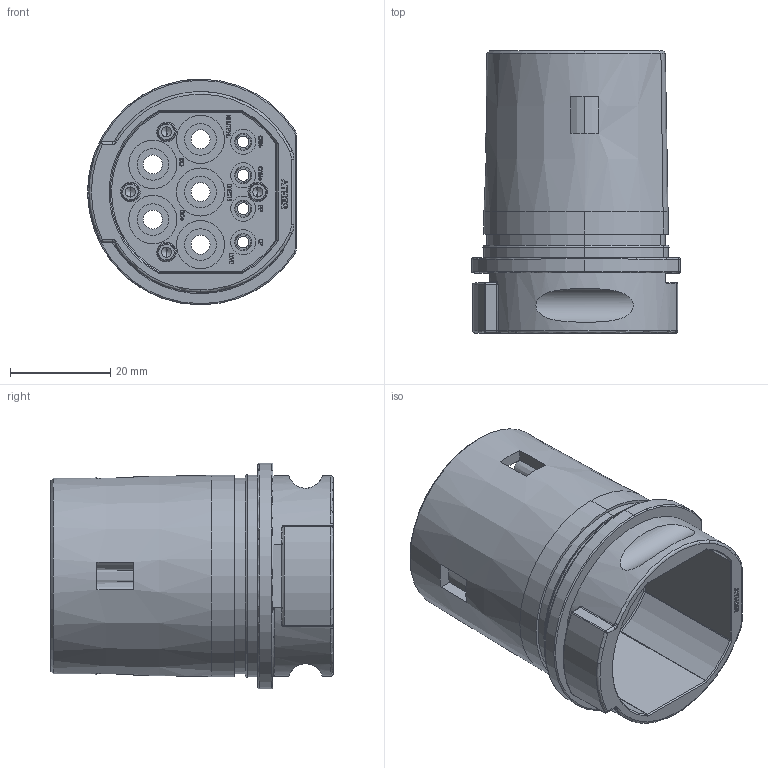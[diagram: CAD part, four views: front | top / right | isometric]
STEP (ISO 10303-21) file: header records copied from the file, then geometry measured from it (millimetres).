
FILE_DESCRIPTION(/* description */ (''),/* implementation_level */ '2;1');
FILE_NAME(/* name */ 'BE5101A004ANN_D_STEP.stp',/* time_stamp */ '2024-02-23T15:55:12+05:00',/* author */ (''),/* organization */ (''),/* preprocessor_version */ 'ST-DEVELOPER v18.102',/* originating_system */ 'SIEMENS PLM Software NX2206.3001',/* authorisation */ '');
FILE_SCHEMA (('AUTOMOTIVE_DESIGN { 1 0 10303 214 3 1 1 1 }'));
Length unit declared in the file: inch
Products named in the file (1): D_objects
Bounding box: 41.59 x 56.28 x 45 mm (x, y, z)
Volume: 23609 mm3; surface area: 24980.9 mm2
Topology: 1 solids, 1 shells, 976 faces, 2500 edges, 1601 vertices
Faces by surface type: plane 476, cylinder 309, cone 101, torus 70, sphere 14, bspline 6
Entity records: 30420 total; most frequent: CARTESIAN_POINT 7281, ORIENTED_EDGE 4980, DIRECTION 4404, EDGE_CURVE 2490, VERTEX_POINT 1605, AXIS2_PLACEMENT_3D 1528, LINE 1348, VECTOR 1348
